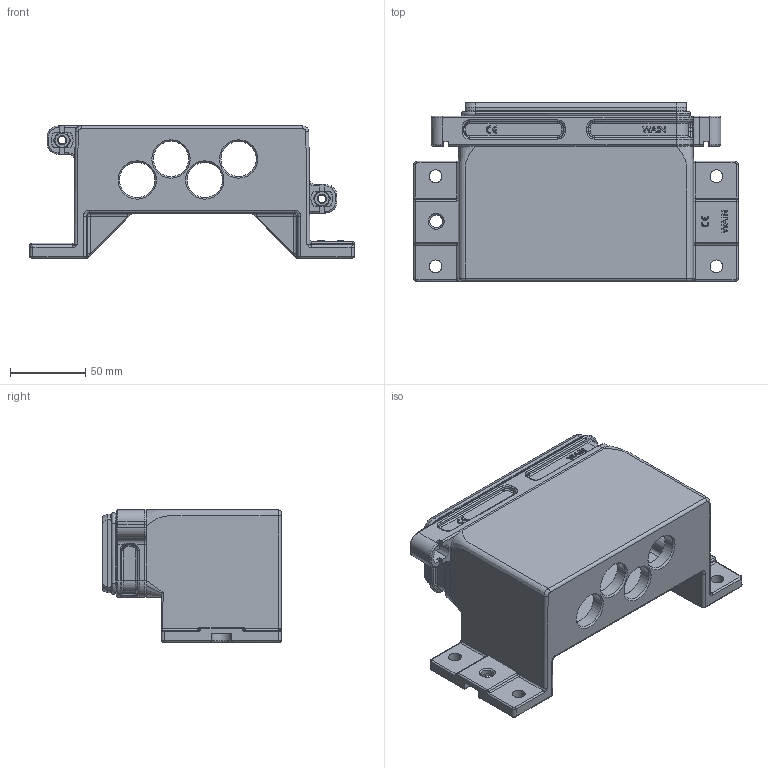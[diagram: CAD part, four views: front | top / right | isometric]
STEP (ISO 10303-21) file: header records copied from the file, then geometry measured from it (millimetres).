
FILE_DESCRIPTION(/* description */ (''),/* implementation_level */ '2;1');
FILE_NAME(/* name */ '3D_1136249201039_HP24B_H-BK-SE-2H-4M25_V1.1.stp',/* time_stamp */ '2024-02-02T14:19:18+08:00',/* author */ (''),/* organization */ (''),/* preprocessor_version */ 'ST-DEVELOPER v18.1',/* originating_system */ 'SIEMENS PLM Software NX 1980',/* authorisation */ '');
FILE_SCHEMA (('AUTOMOTIVE_DESIGN { 1 0 10303 214 3 1 1 1 }'));
Products named in the file (1): 3D_1136249201036_HP24B_H-BK-SE-2H-3M25_V1.1_stp
Bounding box: 215.98 x 118.9 x 88 mm (x, y, z)
Volume: 510839.7 mm3; surface area: 143950.1 mm2
Topology: 1 solids, 7 shells, 1179 faces, 3135 edges, 2001 vertices
Faces by surface type: plane 485, cylinder 362, cone 147, torus 102, bspline 60, sphere 18, extrusion 5
Full cylindrical faces by diameter (mm): 23.5 x4
Entity records: 46201 total; most frequent: CARTESIAN_POINT 20217, ORIENTED_EDGE 6224, DIRECTION 4098, EDGE_CURVE 3112, VERTEX_POINT 2001, B_SPLINE_CURVE_WITH_KNOTS 1427, AXIS2_PLACEMENT_3D 1422, EDGE_LOOP 1275
